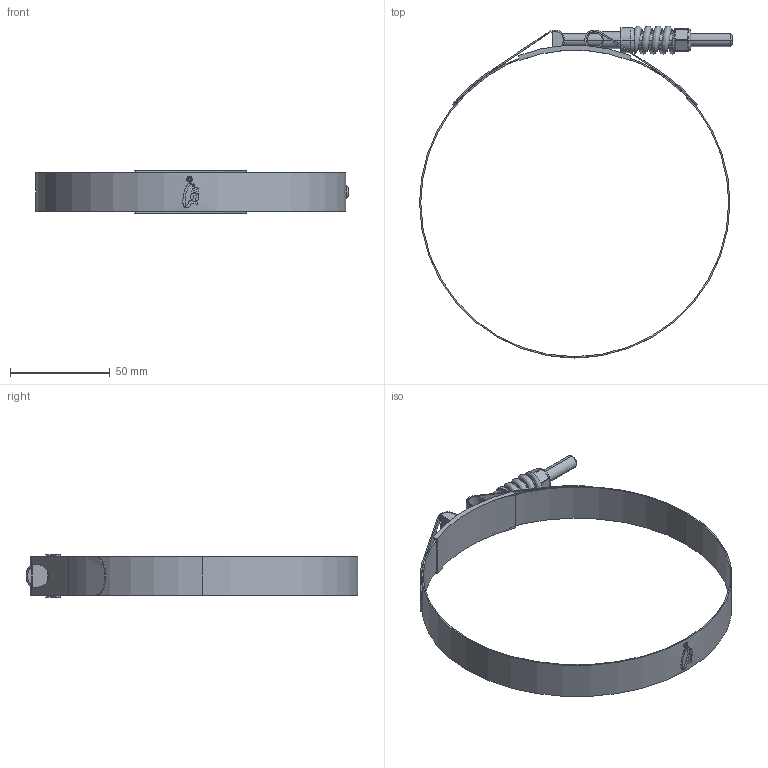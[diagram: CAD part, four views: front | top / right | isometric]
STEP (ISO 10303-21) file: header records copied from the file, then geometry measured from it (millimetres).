
FILE_DESCRIPTION (( 'STEP AP214' ), '1' );
FILE_NAME ('TRI-30030-TBSL-575.step', '2025-11-04T15:55:32', ( '' ), ( '' ), 'SwSTEP 2.0', 'SolidWorks 2025', '' );
FILE_SCHEMA (( 'AUTOMOTIVE_DESIGN' ));
Length unit declared in the file: millimetre
Products named in the file (1): TRI-30030-TBSL-575
Bounding box: 156.54 x 166.05 x 21.1 mm (x, y, z)
Volume: 14543.4 mm3; surface area: 32919.5 mm2
Topology: 7 solids, 7 shells, 332 faces, 865 edges, 530 vertices
Faces by surface type: cylinder 122, bspline 122, plane 48, torus 23, cone 17
Entity records: 16442 total; most frequent: CARTESIAN_POINT 9460, ORIENTED_EDGE 1682, DIRECTION 1074, EDGE_CURVE 841, VERTEX_POINT 530, AXIS2_PLACEMENT_3D 415, EDGE_LOOP 353, B_SPLINE_CURVE_WITH_KNOTS 346
